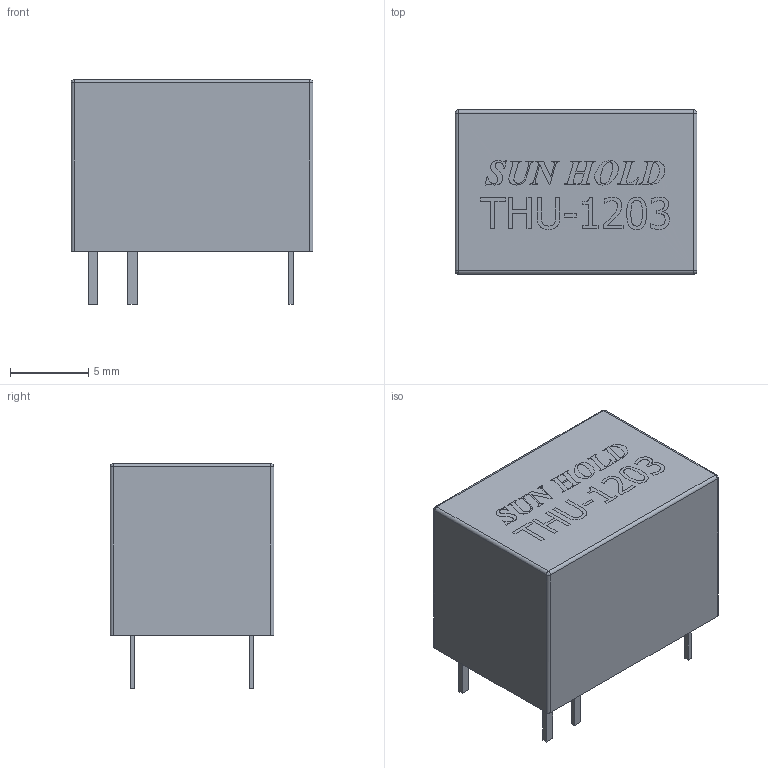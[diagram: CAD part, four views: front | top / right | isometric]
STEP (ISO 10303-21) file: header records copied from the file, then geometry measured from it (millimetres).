
FILE_DESCRIPTION (( 'STEP AP214' ), '1' );
FILE_NAME ('User Library-THU-1203.STEP', '2012-09-09T07:37:13', ( 'sysAdmin' ), ( 'SolidWorks' ), 'SwSTEP 2.0', 'SolidWorks 2012', '' );
FILE_SCHEMA (( 'AUTOMOTIVE_DESIGN' ));
Length unit declared in the file: millimetre
Products named in the file (1): User Library-THU-1203
Bounding box: 15.5 x 10.5 x 14.4 mm (x, y, z)
Volume: 1792.5 mm3; surface area: 921.9 mm2
Topology: 1 solids, 1 shells, 66 faces, 365 edges, 321 vertices
Faces by surface type: plane 54, cylinder 8, bspline 4
Entity records: 5079 total; most frequent: CARTESIAN_POINT 1833, ORIENTED_EDGE 722, EDGE_CURVE 361, VERTEX_POINT 321, B_SPLINE_CURVE_WITH_KNOTS 258, DIRECTION 243, EDGE_LOOP 90, LINE 89
